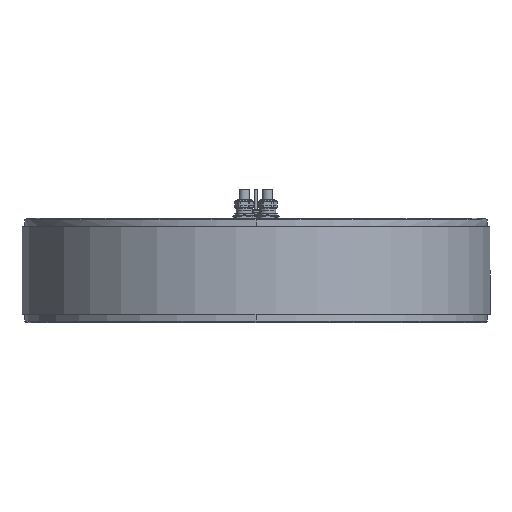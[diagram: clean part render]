
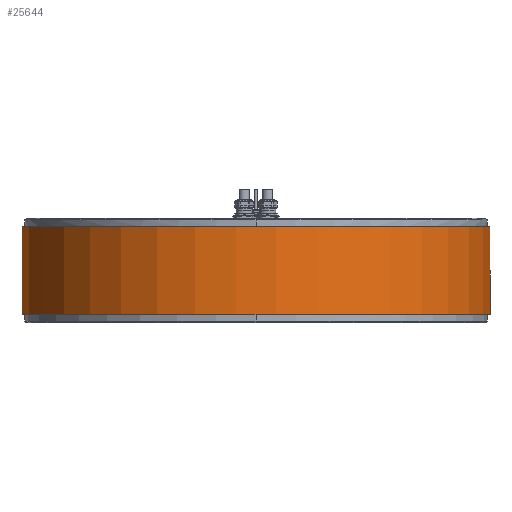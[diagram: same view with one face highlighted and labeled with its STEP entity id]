
A CAD part, front view. The second image highlights one B-rep face of the part: STEP entity #25644.
In plain terms, the highlighted cylindrical face has radius 403.5 mm (diameter 807 mm), a partial arc.
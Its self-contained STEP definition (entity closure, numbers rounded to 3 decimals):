
#7310=CARTESIAN_POINT('',(0.,0.,-14.6));
#7311=DIRECTION('',(0.,0.,1.));
#7312=DIRECTION('',(-0.086,0.996,0.));
#7313=AXIS2_PLACEMENT_3D('',#7310,#7311,#7312);
#7315=DIRECTION('',(0.,0.,1.));
#7316=VECTOR('',#7315,150.8);
#7317=CARTESIAN_POINT('',(34.5,402.022,-165.4));
#7318=LINE('',#7317,#7316);
#7319=CARTESIAN_POINT('',(0.,0.,-165.4));
#7320=DIRECTION('',(0.,0.,-1.));
#7321=DIRECTION('',(0.086,0.996,0.));
#7322=AXIS2_PLACEMENT_3D('',#7319,#7320,#7321);
#7324=DIRECTION('',(0.,0.,1.));
#7325=VECTOR('',#7324,150.8);
#7326=CARTESIAN_POINT('',(-34.5,402.022,-165.4));
#7327=LINE('',#7326,#7325);
#11605=CARTESIAN_POINT('',(-34.5,402.022,-165.4));
#11606=CARTESIAN_POINT('',(34.5,402.022,-165.4));
#11607=VERTEX_POINT('',#11605);
#11608=VERTEX_POINT('',#11606);
#11609=CARTESIAN_POINT('',(-34.5,402.022,-14.6));
#11610=CARTESIAN_POINT('',(34.5,402.022,-14.6));
#11611=VERTEX_POINT('',#11609);
#11612=VERTEX_POINT('',#11610);
#25633=CARTESIAN_POINT('',(0.,0.,-7.06));
#25634=DIRECTION('',(0.,0.,-1.));
#25635=DIRECTION('',(1.,0.,0.));
#25636=AXIS2_PLACEMENT_3D('',#25633,#25634,#25635);
#25637=CYLINDRICAL_SURFACE('',#25636,403.5);
#25638=ORIENTED_EDGE('',*,*,#25582,.T.);
#25639=ORIENTED_EDGE('',*,*,#25598,.F.);
#25640=ORIENTED_EDGE('',*,*,#25622,.T.);
#25641=ORIENTED_EDGE('',*,*,#25601,.T.);
#25642=EDGE_LOOP('',(#25638,#25639,#25640,#25641));
#25643=FACE_OUTER_BOUND('',#25642,.F.);
#25644=ADVANCED_FACE('',(#25643),#25637,.T.);
#7314=CIRCLE('',#7313,403.5);
#7323=CIRCLE('',#7322,403.5);
#25582=EDGE_CURVE('',#11611,#11612,#7314,.T.);
#25598=EDGE_CURVE('',#11608,#11612,#7318,.T.);
#25601=EDGE_CURVE('',#11607,#11611,#7327,.T.);
#25622=EDGE_CURVE('',#11608,#11607,#7323,.T.);
